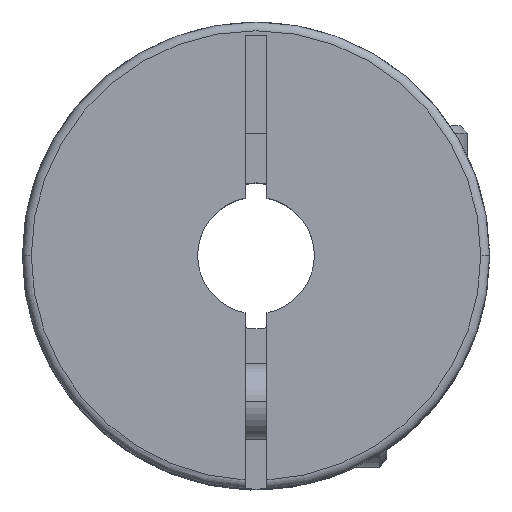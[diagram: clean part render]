
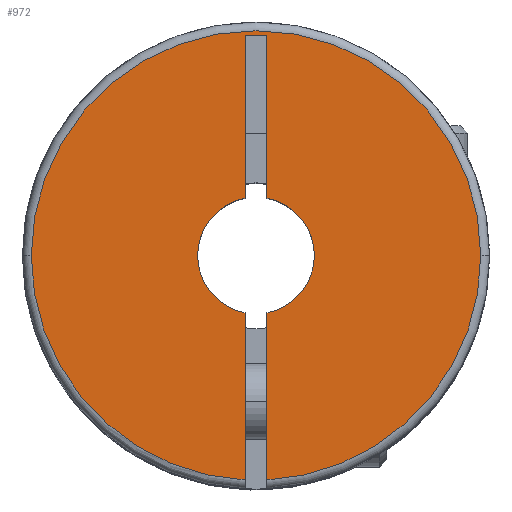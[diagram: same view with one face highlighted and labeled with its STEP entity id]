
A CAD part, top view. The second image highlights one B-rep face of the part: STEP entity #972.
In plain terms, the highlighted planar face has unit normal (0, 0, 1).
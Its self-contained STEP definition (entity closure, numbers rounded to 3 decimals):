
#30 = EDGE_CURVE ( 'NONE', #2362, #2060, #2439, .T. ) ;
#44 = CARTESIAN_POINT ( 'NONE',  ( 0.375, -7.691, 0. ) ) ;
#93 = CARTESIAN_POINT ( 'NONE',  ( -0.375, 7.55, 0. ) ) ;
#129 = DIRECTION ( 'NONE',  ( 0., 0., -1. ) ) ;
#204 = CARTESIAN_POINT ( 'NONE',  ( -0.375, 7.55, 0. ) ) ;
#242 = CARTESIAN_POINT ( 'NONE',  ( 0.375, -1.965, 0. ) ) ;
#249 = DIRECTION ( 'NONE',  ( -1., 0., 0. ) ) ;
#390 = CIRCLE ( 'NONE', #1760, 2. ) ;
#432 = ORIENTED_EDGE ( 'NONE', *, *, #3233, .F. ) ;
#485 = CARTESIAN_POINT ( 'NONE',  ( 0., 0., 0. ) ) ;
#523 = CARTESIAN_POINT ( 'NONE',  ( -0.375, 1.965, 0. ) ) ;
#528 = VERTEX_POINT ( 'NONE', #204 ) ;
#545 = DIRECTION ( 'NONE',  ( 0., 0., -1. ) ) ;
#548 = CARTESIAN_POINT ( 'NONE',  ( 0., 0., 0. ) ) ;
#611 = ORIENTED_EDGE ( 'NONE', *, *, #1738, .F. ) ;
#654 = EDGE_CURVE ( 'NONE', #1312, #1252, #3510, .T. ) ;
#698 = CIRCLE ( 'NONE', #3647, 7.7 ) ;
#822 = DIRECTION ( 'NONE',  ( -1., 0., 0. ) ) ;
#905 = DIRECTION ( 'NONE',  ( 0., 0., -1. ) ) ;
#972 = ADVANCED_FACE ( 'NONE', ( #3382 ), #2161, .F. ) ;
#1046 = DIRECTION ( 'NONE',  ( -1., 0., 0. ) ) ;
#1174 = ORIENTED_EDGE ( 'NONE', *, *, #3593, .F. ) ;
#1222 = CARTESIAN_POINT ( 'NONE',  ( 0.375, -8., 0. ) ) ;
#1227 = CARTESIAN_POINT ( 'NONE',  ( 0.375, 7.55, 0. ) ) ;
#1237 = ORIENTED_EDGE ( 'NONE', *, *, #1918, .F. ) ;
#1252 = VERTEX_POINT ( 'NONE', #1914 ) ;
#1292 = VERTEX_POINT ( 'NONE', #2275 ) ;
#1312 = VERTEX_POINT ( 'NONE', #2674 ) ;
#1332 = ORIENTED_EDGE ( 'NONE', *, *, #2122, .T. ) ;
#1334 = AXIS2_PLACEMENT_3D ( 'NONE', #3741, #129, #1046 ) ;
#1344 = LINE ( 'NONE', #93, #1700 ) ;
#1356 = VERTEX_POINT ( 'NONE', #523 ) ;
#1427 = VERTEX_POINT ( 'NONE', #1535 ) ;
#1475 = EDGE_CURVE ( 'NONE', #2978, #1292, #698, .T. ) ;
#1535 = CARTESIAN_POINT ( 'NONE',  ( 0.375, 7.55, 0. ) ) ;
#1600 = EDGE_LOOP ( 'NONE', ( #3304, #1858, #3711, #2639, #1237, #611, #432, #1332, #1174, #1864, #2879 ) ) ;
#1700 = VECTOR ( 'NONE', #3451, 1000. ) ;
#1735 = DIRECTION ( 'NONE',  ( 0., 0., -1. ) ) ;
#1738 = EDGE_CURVE ( 'NONE', #1427, #528, #1837, .T. ) ;
#1760 = AXIS2_PLACEMENT_3D ( 'NONE', #548, #1735, #249 ) ;
#1837 = LINE ( 'NONE', #1227, #3832 ) ;
#1858 = ORIENTED_EDGE ( 'NONE', *, *, #2540, .F. ) ;
#1864 = ORIENTED_EDGE ( 'NONE', *, *, #30, .F. ) ;
#1871 = CARTESIAN_POINT ( 'NONE',  ( 0.375, -8., 0. ) ) ;
#1882 = DIRECTION ( 'NONE',  ( -1., 0., 0. ) ) ;
#1914 = CARTESIAN_POINT ( 'NONE',  ( -2., 0., 0. ) ) ;
#1918 = EDGE_CURVE ( 'NONE', #528, #1356, #3211, .T. ) ;
#1991 = CARTESIAN_POINT ( 'NONE',  ( 0.375, 1.965, 0. ) ) ;
#1997 = DIRECTION ( 'NONE',  ( 0., 0., -1. ) ) ;
#2060 = VERTEX_POINT ( 'NONE', #44 ) ;
#2062 = AXIS2_PLACEMENT_3D ( 'NONE', #3294, #905, #3270 ) ;
#2122 = EDGE_CURVE ( 'NONE', #3519, #2909, #390, .T. ) ;
#2133 = DIRECTION ( 'NONE',  ( -1., 0., 0. ) ) ;
#2136 = CARTESIAN_POINT ( 'NONE',  ( 7.7, 0., 0. ) ) ;
#2149 = VECTOR ( 'NONE', #2192, 1000. ) ;
#2161 = PLANE ( 'NONE',  #2665 ) ;
#2192 = DIRECTION ( 'NONE',  ( 0., 1., 0. ) ) ;
#2245 = EDGE_CURVE ( 'NONE', #1252, #1356, #2471, .T. ) ;
#2275 = CARTESIAN_POINT ( 'NONE',  ( -7.7, 0., 0. ) ) ;
#2333 = CARTESIAN_POINT ( 'NONE',  ( -0.375, -7.691, 0. ) ) ;
#2362 = VERTEX_POINT ( 'NONE', #2136 ) ;
#2373 = AXIS2_PLACEMENT_3D ( 'NONE', #3209, #545, #822 ) ;
#2439 = CIRCLE ( 'NONE', #2373, 7.7 ) ;
#2461 = EDGE_CURVE ( 'NONE', #1292, #2362, #2857, .T. ) ;
#2471 = CIRCLE ( 'NONE', #3475, 2. ) ;
#2532 = DIRECTION ( 'NONE',  ( -1., 0., 0. ) ) ;
#2540 = EDGE_CURVE ( 'NONE', #1312, #2978, #1344, .T. ) ;
#2583 = CARTESIAN_POINT ( 'NONE',  ( -0.375, 7.55, 0. ) ) ;
#2639 = ORIENTED_EDGE ( 'NONE', *, *, #2245, .T. ) ;
#2661 = VECTOR ( 'NONE', #3767, 1000. ) ;
#2665 = AXIS2_PLACEMENT_3D ( 'NONE', #485, #1997, #3364 ) ;
#2674 = CARTESIAN_POINT ( 'NONE',  ( -0.375, -1.965, 0. ) ) ;
#2713 = CARTESIAN_POINT ( 'NONE',  ( 0., 0., 0. ) ) ;
#2857 = CIRCLE ( 'NONE', #1334, 7.7 ) ;
#2879 = ORIENTED_EDGE ( 'NONE', *, *, #2461, .F. ) ;
#2909 = VERTEX_POINT ( 'NONE', #242 ) ;
#2978 = VERTEX_POINT ( 'NONE', #2333 ) ;
#2988 = LINE ( 'NONE', #1222, #3778 ) ;
#3209 = CARTESIAN_POINT ( 'NONE',  ( 0., 0., 0. ) ) ;
#3211 = LINE ( 'NONE', #2583, #2661 ) ;
#3233 = EDGE_CURVE ( 'NONE', #3519, #1427, #3376, .T. ) ;
#3255 = DIRECTION ( 'NONE',  ( 0., 1., 0. ) ) ;
#3270 = DIRECTION ( 'NONE',  ( -1., 0., 0. ) ) ;
#3294 = CARTESIAN_POINT ( 'NONE',  ( 0., 0., 0. ) ) ;
#3304 = ORIENTED_EDGE ( 'NONE', *, *, #1475, .F. ) ;
#3364 = DIRECTION ( 'NONE',  ( 0., -1., 0. ) ) ;
#3366 = DIRECTION ( 'NONE',  ( 0., 0., -1. ) ) ;
#3376 = LINE ( 'NONE', #1871, #2149 ) ;
#3382 = FACE_OUTER_BOUND ( 'NONE', #1600, .T. ) ;
#3384 = CARTESIAN_POINT ( 'NONE',  ( 0., 0., 0. ) ) ;
#3451 = DIRECTION ( 'NONE',  ( 0., -1., 0. ) ) ;
#3475 = AXIS2_PLACEMENT_3D ( 'NONE', #3384, #3366, #1882 ) ;
#3510 = CIRCLE ( 'NONE', #2062, 2. ) ;
#3519 = VERTEX_POINT ( 'NONE', #1991 ) ;
#3593 = EDGE_CURVE ( 'NONE', #2060, #2909, #2988, .T. ) ;
#3600 = DIRECTION ( 'NONE',  ( 0., 0., -1. ) ) ;
#3647 = AXIS2_PLACEMENT_3D ( 'NONE', #2713, #3600, #2532 ) ;
#3711 = ORIENTED_EDGE ( 'NONE', *, *, #654, .T. ) ;
#3741 = CARTESIAN_POINT ( 'NONE',  ( 0., 0., 0. ) ) ;
#3767 = DIRECTION ( 'NONE',  ( 0., -1., 0. ) ) ;
#3778 = VECTOR ( 'NONE', #3255, 1000. ) ;
#3832 = VECTOR ( 'NONE', #2133, 1000. ) ;
